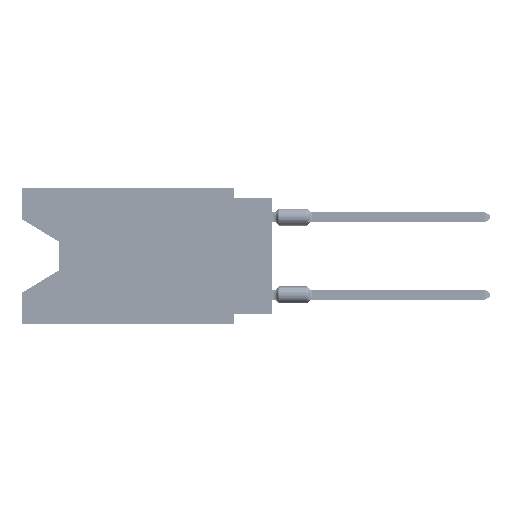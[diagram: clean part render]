
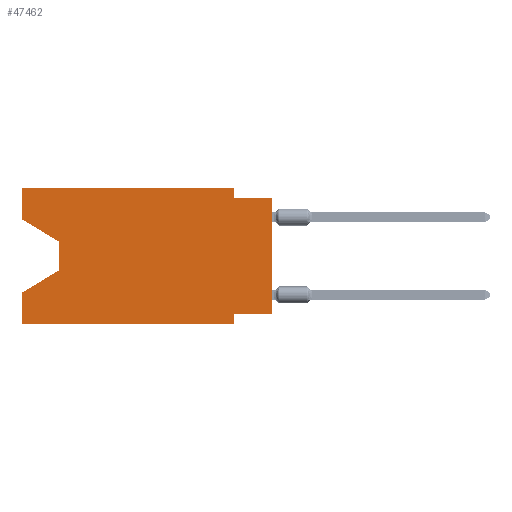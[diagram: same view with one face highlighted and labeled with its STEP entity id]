
A CAD part, left-side view. The second image highlights one B-rep face of the part: STEP entity #47462.
In plain terms, the highlighted planar face has unit normal (-1, 0, 0).
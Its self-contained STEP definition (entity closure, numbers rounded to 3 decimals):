
#89 = VERTEX_POINT ( 'NONE', #61426 ) ;
#582 = LINE ( 'NONE', #61846, #67488 ) ;
#2547 = DIRECTION ( 'NONE',  ( 0., 0., 1. ) ) ;
#3937 = VECTOR ( 'NONE', #63277, 1000. ) ;
#4158 = EDGE_CURVE ( 'NONE', #54302, #50284, #73035, .T. ) ;
#5596 = VERTEX_POINT ( 'NONE', #44169 ) ;
#5759 = DIRECTION ( 'NONE',  ( 0., 0., 1. ) ) ;
#5863 = VECTOR ( 'NONE', #33918, 1000. ) ;
#5909 = LINE ( 'NONE', #6264, #5863 ) ;
#6264 = CARTESIAN_POINT ( 'NONE',  ( 0., 16.383, -2.038 ) ) ;
#8487 = FACE_OUTER_BOUND ( 'NONE', #26162, .T. ) ;
#9909 = ORIENTED_EDGE ( 'NONE', *, *, #73699, .F. ) ;
#10563 = LINE ( 'NONE', #22517, #53811 ) ;
#10619 = VECTOR ( 'NONE', #28224, 1000. ) ;
#11692 = VECTOR ( 'NONE', #64029, 1000. ) ;
#11881 = DIRECTION ( 'NONE',  ( 0., -1., 0. ) ) ;
#13227 = CARTESIAN_POINT ( 'NONE',  ( 0., 2.54, 0. ) ) ;
#14374 = CARTESIAN_POINT ( 'NONE',  ( 0., 16.383, 0. ) ) ;
#14400 = EDGE_CURVE ( 'NONE', #16120, #5596, #62888, .T. ) ;
#15616 = VECTOR ( 'NONE', #46841, 1000. ) ;
#15918 = CARTESIAN_POINT ( 'NONE',  ( 0., 16.383, -6.852 ) ) ;
#16120 = VERTEX_POINT ( 'NONE', #29571 ) ;
#17376 = DIRECTION ( 'NONE',  ( 0., 0.855, -0.519 ) ) ;
#17515 = EDGE_CURVE ( 'NONE', #29383, #89, #40502, .T. ) ;
#17756 = LINE ( 'NONE', #57709, #11692 ) ;
#18738 = EDGE_CURVE ( 'NONE', #16120, #25643, #10563, .T. ) ;
#19346 = CARTESIAN_POINT ( 'NONE',  ( 0., 16.383, 0. ) ) ;
#19855 = CARTESIAN_POINT ( 'NONE',  ( 0., 16.383, -8.89 ) ) ;
#20372 = EDGE_CURVE ( 'NONE', #55543, #50284, #54554, .T. ) ;
#21144 = CARTESIAN_POINT ( 'NONE',  ( 0., 16.383, -8.89 ) ) ;
#21313 = LINE ( 'NONE', #32037, #47102 ) ;
#21529 = LINE ( 'NONE', #21144, #10619 ) ;
#22517 = CARTESIAN_POINT ( 'NONE',  ( 0., 0., -8.255 ) ) ;
#24075 = CARTESIAN_POINT ( 'NONE',  ( 0., 16.383, 0. ) ) ;
#24921 = CARTESIAN_POINT ( 'NONE',  ( 0., 0., -0.635 ) ) ;
#25353 = VECTOR ( 'NONE', #11881, 1000. ) ;
#25643 = VERTEX_POINT ( 'NONE', #72015 ) ;
#26051 = DIRECTION ( 'NONE',  ( 0., 0., -1. ) ) ;
#26162 = EDGE_LOOP ( 'NONE', ( #32477, #40079, #49002, #32688, #34406, #9909, #59765, #47769, #36018, #70629, #58686, #67276 ) ) ;
#28224 = DIRECTION ( 'NONE',  ( 0., -1., 0. ) ) ;
#28998 = VECTOR ( 'NONE', #17376, 1000. ) ;
#29383 = VERTEX_POINT ( 'NONE', #38942 ) ;
#29571 = CARTESIAN_POINT ( 'NONE',  ( 0., 0., -8.255 ) ) ;
#32037 = CARTESIAN_POINT ( 'NONE',  ( 0., 16.383, 0. ) ) ;
#32477 = ORIENTED_EDGE ( 'NONE', *, *, #54897, .T. ) ;
#32688 = ORIENTED_EDGE ( 'NONE', *, *, #20372, .F. ) ;
#32810 = EDGE_CURVE ( 'NONE', #56687, #29383, #68132, .T. ) ;
#33918 = DIRECTION ( 'NONE',  ( 0., -0.855, -0.519 ) ) ;
#34406 = ORIENTED_EDGE ( 'NONE', *, *, #50253, .T. ) ;
#36018 = ORIENTED_EDGE ( 'NONE', *, *, #60438, .F. ) ;
#36640 = VECTOR ( 'NONE', #5759, 1000. ) ;
#38634 = DIRECTION ( 'NONE',  ( 0., -1., 0. ) ) ;
#38942 = CARTESIAN_POINT ( 'NONE',  ( 0., 2.54, 0. ) ) ;
#39248 = CARTESIAN_POINT ( 'NONE',  ( 0., 13.97, -5.385 ) ) ;
#39438 = DIRECTION ( 'NONE',  ( 0., 0., -1. ) ) ;
#40079 = ORIENTED_EDGE ( 'NONE', *, *, #43173, .T. ) ;
#40502 = LINE ( 'NONE', #13227, #3937 ) ;
#42481 = AXIS2_PLACEMENT_3D ( 'NONE', #19346, #65635, #26051 ) ;
#42618 = VERTEX_POINT ( 'NONE', #43716 ) ;
#43173 = EDGE_CURVE ( 'NONE', #52657, #54302, #17756, .T. ) ;
#43716 = CARTESIAN_POINT ( 'NONE',  ( 0., 2.54, -8.89 ) ) ;
#44169 = CARTESIAN_POINT ( 'NONE',  ( 0., 0., -0.635 ) ) ;
#45719 = CARTESIAN_POINT ( 'NONE',  ( 0., 0., 0. ) ) ;
#46062 = VERTEX_POINT ( 'NONE', #69021 ) ;
#46841 = DIRECTION ( 'NONE',  ( 0., 0., 1. ) ) ;
#47102 = VECTOR ( 'NONE', #2547, 1000. ) ;
#47462 = ADVANCED_FACE ( 'NONE', ( #8487 ), #64531, .F. ) ;
#47769 = ORIENTED_EDGE ( 'NONE', *, *, #14400, .T. ) ;
#49002 = ORIENTED_EDGE ( 'NONE', *, *, #4158, .T. ) ;
#50253 = EDGE_CURVE ( 'NONE', #55543, #42618, #21529, .T. ) ;
#50284 = VERTEX_POINT ( 'NONE', #15918 ) ;
#52657 = VERTEX_POINT ( 'NONE', #71600 ) ;
#53301 = LINE ( 'NONE', #24921, #25353 ) ;
#53811 = VECTOR ( 'NONE', #55381, 1000. ) ;
#54302 = VERTEX_POINT ( 'NONE', #39248 ) ;
#54554 = LINE ( 'NONE', #24075, #15616 ) ;
#54897 = EDGE_CURVE ( 'NONE', #46062, #52657, #5909, .T. ) ;
#55381 = DIRECTION ( 'NONE',  ( 0., 1., 0. ) ) ;
#55543 = VERTEX_POINT ( 'NONE', #19855 ) ;
#56687 = VERTEX_POINT ( 'NONE', #14374 ) ;
#56914 = CARTESIAN_POINT ( 'NONE',  ( 0., 16.383, 0. ) ) ;
#57709 = CARTESIAN_POINT ( 'NONE',  ( 0., 13.97, -3.505 ) ) ;
#58686 = ORIENTED_EDGE ( 'NONE', *, *, #32810, .F. ) ;
#59765 = ORIENTED_EDGE ( 'NONE', *, *, #18738, .F. ) ;
#60438 = EDGE_CURVE ( 'NONE', #89, #5596, #53301, .T. ) ;
#61426 = CARTESIAN_POINT ( 'NONE',  ( 0., 2.54, -0.635 ) ) ;
#61846 = CARTESIAN_POINT ( 'NONE',  ( 0., 2.54, -8.89 ) ) ;
#62888 = LINE ( 'NONE', #45719, #36640 ) ;
#63277 = DIRECTION ( 'NONE',  ( 0., 0., -1. ) ) ;
#64029 = DIRECTION ( 'NONE',  ( 0., 0., -1. ) ) ;
#64531 = PLANE ( 'NONE',  #42481 ) ;
#65306 = EDGE_CURVE ( 'NONE', #46062, #56687, #21313, .T. ) ;
#65635 = DIRECTION ( 'NONE',  ( 1., 0., 0. ) ) ;
#67276 = ORIENTED_EDGE ( 'NONE', *, *, #65306, .F. ) ;
#67488 = VECTOR ( 'NONE', #39438, 1000. ) ;
#68132 = LINE ( 'NONE', #56914, #68837 ) ;
#68837 = VECTOR ( 'NONE', #38634, 1000. ) ;
#69021 = CARTESIAN_POINT ( 'NONE',  ( 0., 16.383, -2.038 ) ) ;
#70629 = ORIENTED_EDGE ( 'NONE', *, *, #17515, .F. ) ;
#71600 = CARTESIAN_POINT ( 'NONE',  ( 0., 13.97, -3.505 ) ) ;
#72015 = CARTESIAN_POINT ( 'NONE',  ( 0., 2.54, -8.255 ) ) ;
#73035 = LINE ( 'NONE', #73396, #28998 ) ;
#73396 = CARTESIAN_POINT ( 'NONE',  ( 0., 13.97, -5.385 ) ) ;
#73699 = EDGE_CURVE ( 'NONE', #25643, #42618, #582, .T. ) ;
